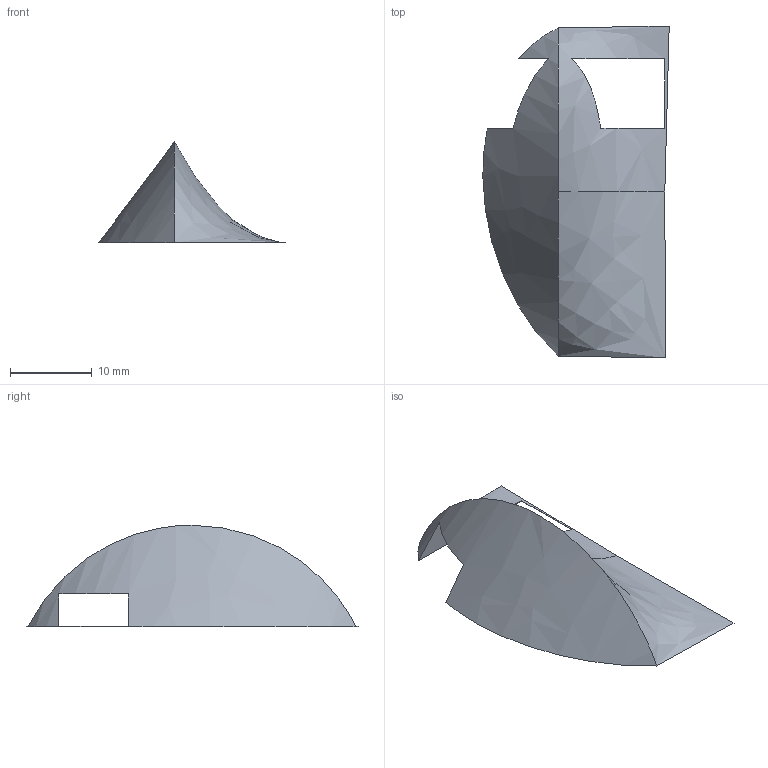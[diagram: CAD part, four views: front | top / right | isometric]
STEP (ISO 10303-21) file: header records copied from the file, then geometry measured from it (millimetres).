
FILE_DESCRIPTION (( 'STEP AP203' ), '1' );
FILE_NAME ('shank left.sldasm-Part-4_默认_sldprt.STEP', '2018-02-02T07:12:36', ( '' ), ( '' ), 'SwSTEP 2.0', 'SolidWorks 2014', '' );
FILE_SCHEMA (( 'CONFIG_CONTROL_DESIGN' ));
Length unit declared in the file: millimetre
Products named in the file (1): shank left.sldasm-Part-4_默认_sldprt
Bounding box: 22.73 x 40.5 x 12.37 mm (x, y, z)
Volume: 2464.1 mm3; surface area: 1807.3 mm2
Topology: 1 solids, 1 shells, 8 faces, 23 edges, 16 vertices
Faces by surface type: plane 5, bspline 3
Entity records: 475 total; most frequent: CARTESIAN_POINT 228, ORIENTED_EDGE 46, EDGE_CURVE 23, DIRECTION 19, VERTEX_POINT 16, B_SPLINE_CURVE_WITH_KNOTS 11, EDGE_LOOP 9, PERSON_AND_ORGANIZATION 8
